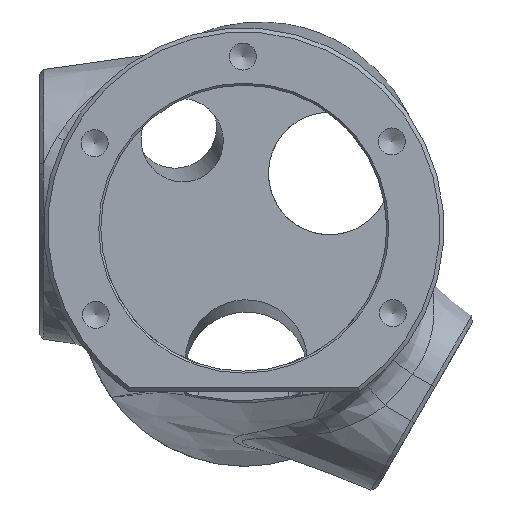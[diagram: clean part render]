
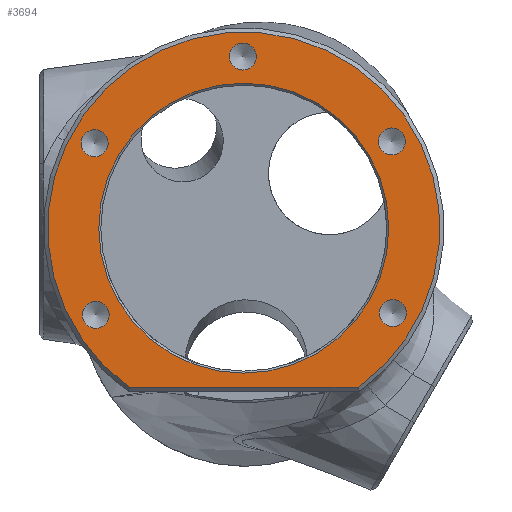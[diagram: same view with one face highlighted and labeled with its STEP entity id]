
A CAD part, left-side view. The second image highlights one B-rep face of the part: STEP entity #3694.
In plain terms, the highlighted planar face has unit normal (-1, 0, 0).
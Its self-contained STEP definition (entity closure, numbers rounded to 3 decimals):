
#133=FACE_BOUND('',#910,.T.);
#134=FACE_BOUND('',#911,.T.);
#135=FACE_BOUND('',#912,.T.);
#136=FACE_BOUND('',#913,.T.);
#137=FACE_BOUND('',#914,.T.);
#138=FACE_BOUND('',#915,.T.);
#507=CIRCLE('',#3920,17.75);
#510=CIRCLE('',#3924,24.);
#511=CIRCLE('',#3925,1.65);
#512=CIRCLE('',#3926,1.65);
#513=CIRCLE('',#3927,1.65);
#514=CIRCLE('',#3928,1.65);
#515=CIRCLE('',#3929,1.65);
#689=FACE_OUTER_BOUND('',#909,.T.);
#909=EDGE_LOOP('',(#2819,#2820));
#910=EDGE_LOOP('',(#2821));
#911=EDGE_LOOP('',(#2822));
#912=EDGE_LOOP('',(#2823));
#913=EDGE_LOOP('',(#2824));
#914=EDGE_LOOP('',(#2825));
#915=EDGE_LOOP('',(#2826));
#1155=LINE('',#7117,#1342);
#1342=VECTOR('',#4316,10.);
#1619=VERTEX_POINT('',#7106);
#1622=VERTEX_POINT('',#7114);
#1623=VERTEX_POINT('',#7115);
#1624=VERTEX_POINT('',#7118);
#1625=VERTEX_POINT('',#7120);
#1626=VERTEX_POINT('',#7122);
#1627=VERTEX_POINT('',#7124);
#1628=VERTEX_POINT('',#7126);
#2066=EDGE_CURVE('',#1619,#1619,#507,.T.);
#2070=EDGE_CURVE('',#1622,#1623,#510,.T.);
#2071=EDGE_CURVE('',#1623,#1622,#1155,.T.);
#2072=EDGE_CURVE('',#1624,#1624,#511,.T.);
#2073=EDGE_CURVE('',#1625,#1625,#512,.T.);
#2074=EDGE_CURVE('',#1626,#1626,#513,.T.);
#2075=EDGE_CURVE('',#1627,#1627,#514,.T.);
#2076=EDGE_CURVE('',#1628,#1628,#515,.T.);
#2819=ORIENTED_EDGE('',*,*,#2070,.F.);
#2820=ORIENTED_EDGE('',*,*,#2071,.F.);
#2821=ORIENTED_EDGE('',*,*,#2072,.T.);
#2822=ORIENTED_EDGE('',*,*,#2073,.T.);
#2823=ORIENTED_EDGE('',*,*,#2074,.T.);
#2824=ORIENTED_EDGE('',*,*,#2075,.T.);
#2825=ORIENTED_EDGE('',*,*,#2076,.T.);
#2826=ORIENTED_EDGE('',*,*,#2066,.F.);
#3603=PLANE('',#3923);
#3694=ADVANCED_FACE('',(#689,#133,#134,#135,#136,#137,#138),#3603,.T.);
#3920=AXIS2_PLACEMENT_3D('',#7107,#4305,#4306);
#3923=AXIS2_PLACEMENT_3D('',#7113,#4312,#4313);
#3924=AXIS2_PLACEMENT_3D('',#7116,#4314,#4315);
#3925=AXIS2_PLACEMENT_3D('',#7119,#4317,#4318);
#3926=AXIS2_PLACEMENT_3D('',#7121,#4319,#4320);
#3927=AXIS2_PLACEMENT_3D('',#7123,#4321,#4322);
#3928=AXIS2_PLACEMENT_3D('',#7125,#4323,#4324);
#3929=AXIS2_PLACEMENT_3D('',#7127,#4325,#4326);
#4305=DIRECTION('center_axis',(-1.,0.,0.));
#4306=DIRECTION('ref_axis',(0.,1.,0.));
#4312=DIRECTION('center_axis',(-1.,0.,0.));
#4313=DIRECTION('ref_axis',(0.,0.,1.));
#4314=DIRECTION('center_axis',(1.,0.,0.));
#4315=DIRECTION('ref_axis',(0.,0.578,0.816));
#4316=DIRECTION('',(0.,1.,0.));
#4317=DIRECTION('center_axis',(1.,0.,0.));
#4318=DIRECTION('ref_axis',(0.,-1.,0.));
#4319=DIRECTION('center_axis',(1.,0.,0.));
#4320=DIRECTION('ref_axis',(0.,-1.,0.));
#4321=DIRECTION('center_axis',(1.,0.,0.));
#4322=DIRECTION('ref_axis',(0.,-1.,0.));
#4323=DIRECTION('center_axis',(1.,0.,0.));
#4324=DIRECTION('ref_axis',(0.,-1.,0.));
#4325=DIRECTION('center_axis',(1.,0.,0.));
#4326=DIRECTION('ref_axis',(0.,-1.,0.));
#7106=CARTESIAN_POINT('',(0.,-17.75,0.));
#7107=CARTESIAN_POINT('Origin',(0.,0.,0.));
#7113=CARTESIAN_POINT('Origin',(0.,0.,-1.556));
#7114=CARTESIAN_POINT('',(0.,13.991,-19.5));
#7115=CARTESIAN_POINT('',(0.,-13.991,-19.5));
#7116=CARTESIAN_POINT('Origin',(0.,0.,0.));
#7117=CARTESIAN_POINT('',(0.,5.154,-19.5));
#7118=CARTESIAN_POINT('',(0.,-16.474,10.608));
#7119=CARTESIAN_POINT('Origin',(0.,-18.124,10.608));
#7120=CARTESIAN_POINT('',(0.,19.899,10.391));
#7121=CARTESIAN_POINT('Origin',(0.,18.249,10.391));
#7122=CARTESIAN_POINT('',(0.,19.774,-10.608));
#7123=CARTESIAN_POINT('Origin',(0.,18.124,-10.608));
#7124=CARTESIAN_POINT('',(0.,1.775,21.));
#7125=CARTESIAN_POINT('Origin',(0.,0.125,21.));
#7126=CARTESIAN_POINT('',(0.,-16.599,-10.391));
#7127=CARTESIAN_POINT('Origin',(0.,-18.249,-10.391));
